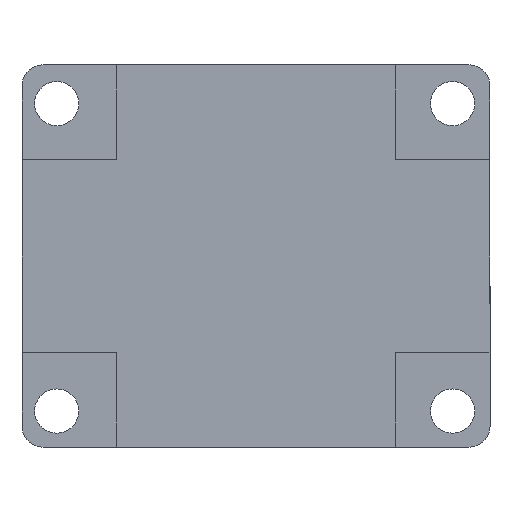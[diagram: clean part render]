
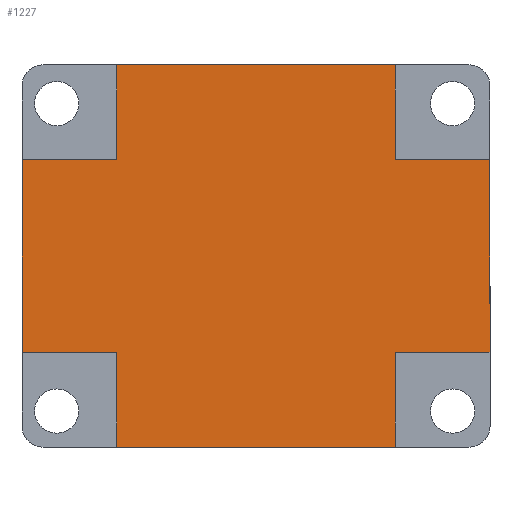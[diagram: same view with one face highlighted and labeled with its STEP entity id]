
A CAD part, front view. The second image highlights one B-rep face of the part: STEP entity #1227.
In plain terms, the highlighted planar face has unit normal (0, -1, 0).
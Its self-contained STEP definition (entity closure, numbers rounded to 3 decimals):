
#17 = ORIENTED_EDGE ( 'NONE', *, *, #647, .F. ) ;
#22 = LINE ( 'NONE', #945, #951 ) ;
#34 = DIRECTION ( 'NONE',  ( -1., 0., 0. ) ) ;
#44 = CARTESIAN_POINT ( 'NONE',  ( 35.45, 0., -27.32 ) ) ;
#49 = ORIENTED_EDGE ( 'NONE', *, *, #1077, .F. ) ;
#92 = LINE ( 'NONE', #341, #822 ) ;
#113 = CARTESIAN_POINT ( 'NONE',  ( 0., 0., -36.32 ) ) ;
#116 = CARTESIAN_POINT ( 'NONE',  ( 9., 0., -27.32 ) ) ;
#147 = VERTEX_POINT ( 'NONE', #1078 ) ;
#161 = VERTEX_POINT ( 'NONE', #461 ) ;
#169 = CARTESIAN_POINT ( 'NONE',  ( 44.45, 0., -27.32 ) ) ;
#195 = VERTEX_POINT ( 'NONE', #892 ) ;
#199 = ORIENTED_EDGE ( 'NONE', *, *, #444, .F. ) ;
#212 = VERTEX_POINT ( 'NONE', #993 ) ;
#214 = EDGE_CURVE ( 'NONE', #1339, #599, #368, .T. ) ;
#247 = CARTESIAN_POINT ( 'NONE',  ( 44.45, 0., -27.32 ) ) ;
#252 = LINE ( 'NONE', #677, #1001 ) ;
#257 = DIRECTION ( 'NONE',  ( 1., 0., 0. ) ) ;
#294 = CARTESIAN_POINT ( 'NONE',  ( 0., 0., -27.32 ) ) ;
#297 = EDGE_CURVE ( 'NONE', #1208, #1126, #921, .T. ) ;
#300 = ORIENTED_EDGE ( 'NONE', *, *, #1213, .F. ) ;
#312 = VECTOR ( 'NONE', #762, 1000. ) ;
#336 = CARTESIAN_POINT ( 'NONE',  ( 0., 0., -36.32 ) ) ;
#341 = CARTESIAN_POINT ( 'NONE',  ( 35.45, 0., -9. ) ) ;
#359 = VECTOR ( 'NONE', #34, 1000. ) ;
#368 = LINE ( 'NONE', #44, #967 ) ;
#375 = LINE ( 'NONE', #169, #592 ) ;
#434 = LINE ( 'NONE', #757, #1234 ) ;
#438 = DIRECTION ( 'NONE',  ( 0., 0., -1. ) ) ;
#442 = DIRECTION ( 'NONE',  ( 0., 0., 1. ) ) ;
#444 = EDGE_CURVE ( 'NONE', #212, #1208, #22, .T. ) ;
#446 = CARTESIAN_POINT ( 'NONE',  ( 44.45, 0., -36.32 ) ) ;
#461 = CARTESIAN_POINT ( 'NONE',  ( 9., 0., -36.32 ) ) ;
#462 = VERTEX_POINT ( 'NONE', #116 ) ;
#513 = CARTESIAN_POINT ( 'NONE',  ( 0., 0., 0. ) ) ;
#524 = CARTESIAN_POINT ( 'NONE',  ( 0., 0., 0. ) ) ;
#540 = LINE ( 'NONE', #446, #934 ) ;
#543 = VECTOR ( 'NONE', #257, 1000. ) ;
#560 = EDGE_CURVE ( 'NONE', #147, #1030, #540, .T. ) ;
#562 = ORIENTED_EDGE ( 'NONE', *, *, #593, .F. ) ;
#583 = LINE ( 'NONE', #997, #543 ) ;
#592 = VECTOR ( 'NONE', #809, 1000. ) ;
#593 = EDGE_CURVE ( 'NONE', #161, #462, #434, .T. ) ;
#599 = VERTEX_POINT ( 'NONE', #1064 ) ;
#631 = EDGE_LOOP ( 'NONE', ( #17, #803, #562, #1330, #902, #49, #642, #300, #908, #1221, #199, #1024 ) ) ;
#642 = ORIENTED_EDGE ( 'NONE', *, *, #560, .F. ) ;
#647 = EDGE_CURVE ( 'NONE', #195, #808, #864, .T. ) ;
#677 = CARTESIAN_POINT ( 'NONE',  ( 35.45, 0., 0. ) ) ;
#688 = EDGE_CURVE ( 'NONE', #462, #195, #709, .T. ) ;
#709 = LINE ( 'NONE', #294, #1005 ) ;
#711 = VECTOR ( 'NONE', #1029, 1000. ) ;
#757 = CARTESIAN_POINT ( 'NONE',  ( 9., 0., -27.32 ) ) ;
#762 = DIRECTION ( 'NONE',  ( 0., 0., 1. ) ) ;
#766 = DIRECTION ( 'NONE',  ( 0., 0., 1. ) ) ;
#778 = AXIS2_PLACEMENT_3D ( 'NONE', #513, #1136, #766 ) ;
#802 = CARTESIAN_POINT ( 'NONE',  ( 35.45, 0., 0. ) ) ;
#803 = ORIENTED_EDGE ( 'NONE', *, *, #688, .F. ) ;
#808 = VERTEX_POINT ( 'NONE', #1170 ) ;
#809 = DIRECTION ( 'NONE',  ( -1., 0., 0. ) ) ;
#822 = VECTOR ( 'NONE', #1349, 1000. ) ;
#864 = LINE ( 'NONE', #336, #312 ) ;
#866 = CARTESIAN_POINT ( 'NONE',  ( 9., 0., 0. ) ) ;
#892 = CARTESIAN_POINT ( 'NONE',  ( 0., 0., -27.32 ) ) ;
#897 = CARTESIAN_POINT ( 'NONE',  ( 35.45, 0., -27.32 ) ) ;
#902 = ORIENTED_EDGE ( 'NONE', *, *, #214, .F. ) ;
#908 = ORIENTED_EDGE ( 'NONE', *, *, #1050, .F. ) ;
#921 = LINE ( 'NONE', #524, #711 ) ;
#924 = EDGE_CURVE ( 'NONE', #599, #161, #972, .T. ) ;
#934 = VECTOR ( 'NONE', #438, 1000. ) ;
#945 = CARTESIAN_POINT ( 'NONE',  ( 9., 0., -9. ) ) ;
#951 = VECTOR ( 'NONE', #953, 1000. ) ;
#953 = DIRECTION ( 'NONE',  ( 0., 0., 1. ) ) ;
#967 = VECTOR ( 'NONE', #1007, 1000. ) ;
#972 = LINE ( 'NONE', #113, #359 ) ;
#993 = CARTESIAN_POINT ( 'NONE',  ( 9., 0., -9. ) ) ;
#997 = CARTESIAN_POINT ( 'NONE',  ( 0., 0., -9. ) ) ;
#1001 = VECTOR ( 'NONE', #1080, 1000. ) ;
#1003 = VERTEX_POINT ( 'NONE', #1184 ) ;
#1005 = VECTOR ( 'NONE', #1245, 1000. ) ;
#1007 = DIRECTION ( 'NONE',  ( 0., 0., -1. ) ) ;
#1024 = ORIENTED_EDGE ( 'NONE', *, *, #1308, .F. ) ;
#1029 = DIRECTION ( 'NONE',  ( 1., 0., 0. ) ) ;
#1030 = VERTEX_POINT ( 'NONE', #247 ) ;
#1050 = EDGE_CURVE ( 'NONE', #1126, #1003, #252, .T. ) ;
#1064 = CARTESIAN_POINT ( 'NONE',  ( 35.45, 0., -36.32 ) ) ;
#1077 = EDGE_CURVE ( 'NONE', #1030, #1339, #375, .T. ) ;
#1078 = CARTESIAN_POINT ( 'NONE',  ( 44.45, 0., -9. ) ) ;
#1080 = DIRECTION ( 'NONE',  ( 0., 0., -1. ) ) ;
#1126 = VERTEX_POINT ( 'NONE', #802 ) ;
#1136 = DIRECTION ( 'NONE',  ( 0., 1., 0. ) ) ;
#1170 = CARTESIAN_POINT ( 'NONE',  ( 0., 0., -9. ) ) ;
#1184 = CARTESIAN_POINT ( 'NONE',  ( 35.45, 0., -9. ) ) ;
#1208 = VERTEX_POINT ( 'NONE', #866 ) ;
#1213 = EDGE_CURVE ( 'NONE', #1003, #147, #92, .T. ) ;
#1221 = ORIENTED_EDGE ( 'NONE', *, *, #297, .F. ) ;
#1227 = ADVANCED_FACE ( 'NONE', ( #1340 ), #1249, .F. ) ;
#1234 = VECTOR ( 'NONE', #442, 1000. ) ;
#1245 = DIRECTION ( 'NONE',  ( -1., 0., 0. ) ) ;
#1249 = PLANE ( 'NONE',  #778 ) ;
#1308 = EDGE_CURVE ( 'NONE', #808, #212, #583, .T. ) ;
#1330 = ORIENTED_EDGE ( 'NONE', *, *, #924, .F. ) ;
#1339 = VERTEX_POINT ( 'NONE', #897 ) ;
#1340 = FACE_OUTER_BOUND ( 'NONE', #631, .T. ) ;
#1349 = DIRECTION ( 'NONE',  ( 1., 0., 0. ) ) ;
